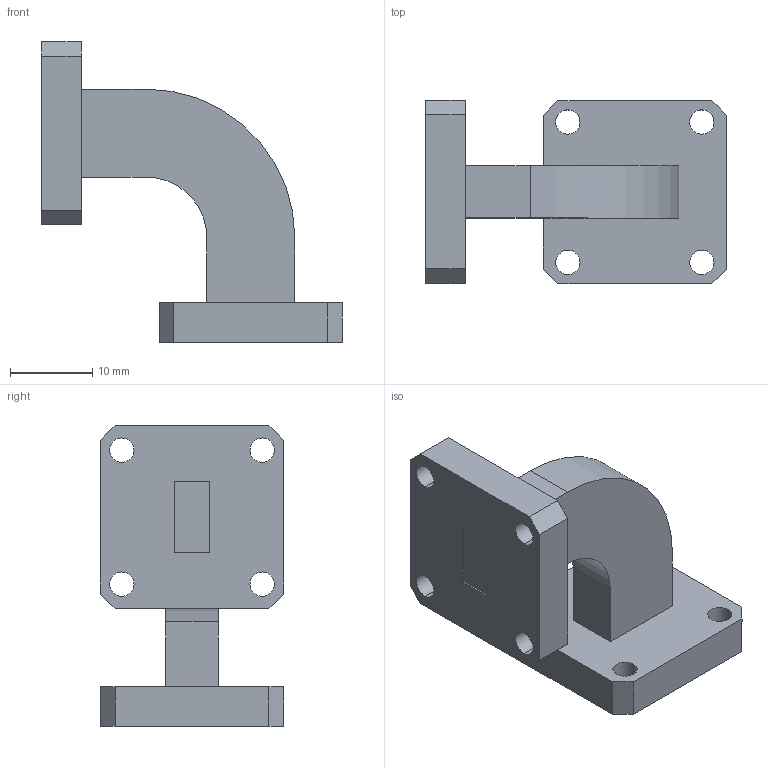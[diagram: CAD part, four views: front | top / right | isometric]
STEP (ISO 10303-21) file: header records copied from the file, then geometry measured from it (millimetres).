
FILE_DESCRIPTION (( 'STEP AP203' ), '1' );
FILE_NAME ('SWB-34090-HB-1.0.STEP', '2018-10-19T16:31:29', ( '' ), ( '' ), 'SwSTEP 2.0', 'SolidWorks 2016', '' );
FILE_SCHEMA (( 'CONFIG_CONTROL_DESIGN' ));
Length unit declared in the file: inch
Products named in the file (1): SWB-34090-HB-1.0
Bounding box: 36.51 x 22.23 x 36.51 mm (x, y, z)
Volume: 6842.6 mm3; surface area: 4109.3 mm2
Topology: 1 solids, 1 shells, 54 faces, 144 edges, 96 vertices
Faces by surface type: plane 36, cylinder 18
Entity records: 1795 total; most frequent: CARTESIAN_POINT 295, DIRECTION 290, ORIENTED_EDGE 288, EDGE_CURVE 144, VECTOR 108, LINE 108, VERTEX_POINT 96, AXIS2_PLACEMENT_3D 91
